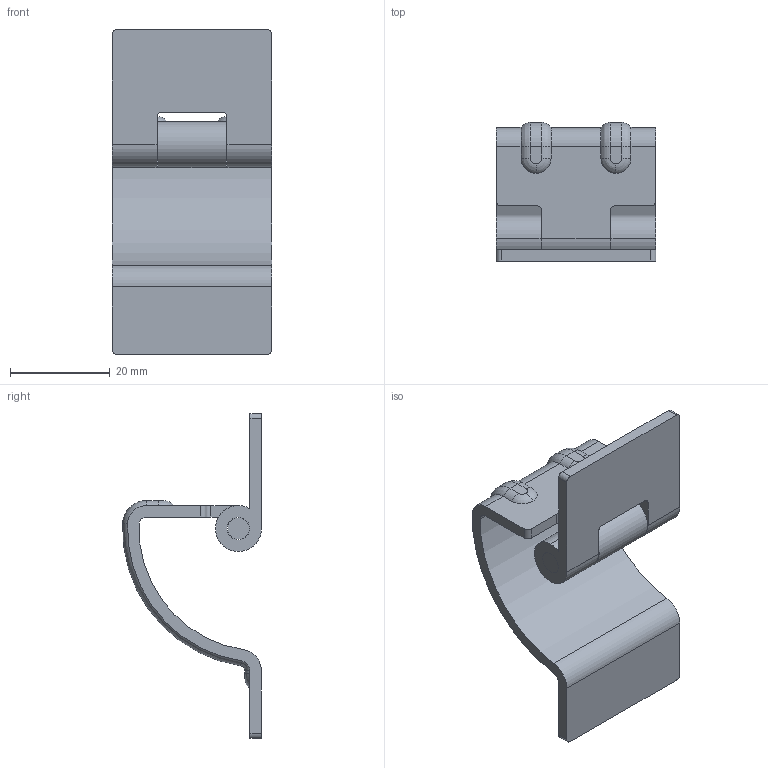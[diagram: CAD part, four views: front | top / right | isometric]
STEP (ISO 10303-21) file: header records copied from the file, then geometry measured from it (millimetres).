
FILE_DESCRIPTION (( 'STEP AP203' ), '1' );
FILE_NAME ('sone3D.STEP', '2015-06-24T08:06:02', ( '' ), ( '' ), 'SwSTEP 2.0', 'SolidWorks 2012', '' );
FILE_SCHEMA (( 'CONFIG_CONTROL_DESIGN' ));
Length unit declared in the file: millimetre
Products named in the file (4): sone3D; B-8-4ヒンジB_; B-8-4ヒンジA_; B-8-14軸_
Assembly tree (3 placements, depth 2):
  sone3D
    B-8-14軸_
    B-8-4ヒンジA_
    B-8-4ヒンジB_
Bounding box: 32 x 27.78 x 65 mm (x, y, z)
Volume: 9367.7 mm3; surface area: 8649.6 mm2
Topology: 3 solids, 3 shells, 96 faces, 238 edges, 148 vertices
Faces by surface type: cylinder 51, plane 25, torus 20
Entity records: 3302 total; most frequent: DIRECTION 572, CARTESIAN_POINT 488, ORIENTED_EDGE 476, EDGE_CURVE 238, AXIS2_PLACEMENT_3D 232, VERTEX_POINT 148, CIRCLE 130, LINE 108
